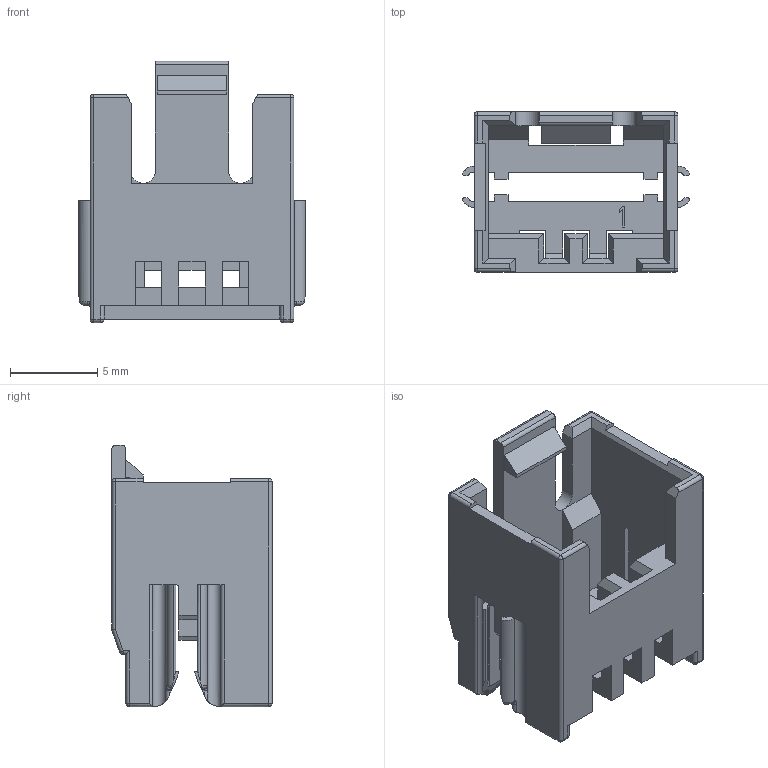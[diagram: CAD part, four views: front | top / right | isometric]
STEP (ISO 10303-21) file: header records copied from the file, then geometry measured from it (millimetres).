
FILE_DESCRIPTION((''),'2;1');
FILE_NAME('C-4-964575-3','2022-04-01T08:19:16',('workeradm'),('TE Connectivity Ltd.'),'CREO PARAMETRIC BY PTC INC, 2021072','CREO PARAMETRIC BY PTC INC, 2021072','');
FILE_SCHEMA(('AUTOMOTIVE_DESIGN { 1 0 10303 214 1 1 1 1 }'));
Length unit declared in the file: millimetre
Products named in the file (1): C-4-964575-3
Bounding box: 13 x 9.2 x 15 mm (x, y, z)
Volume: 433.5 mm3; surface area: 1114.9 mm2
Topology: 1 solids, 1 shells, 292 faces, 792 edges, 494 vertices
Faces by surface type: plane 167, cylinder 89, bspline 14, torus 12, sphere 10
Entity records: 10774 total; most frequent: CARTESIAN_POINT 3403, ORIENTED_EDGE 1584, DIRECTION 1396, EDGE_CURVE 792, VECTOR 550, LINE 550, VERTEX_POINT 494, AXIS2_PLACEMENT_3D 423
